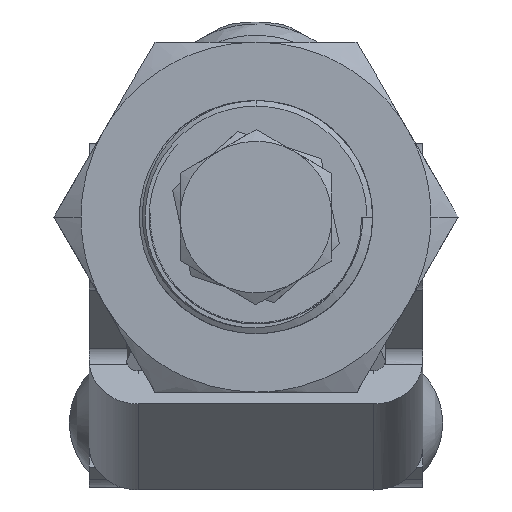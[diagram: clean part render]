
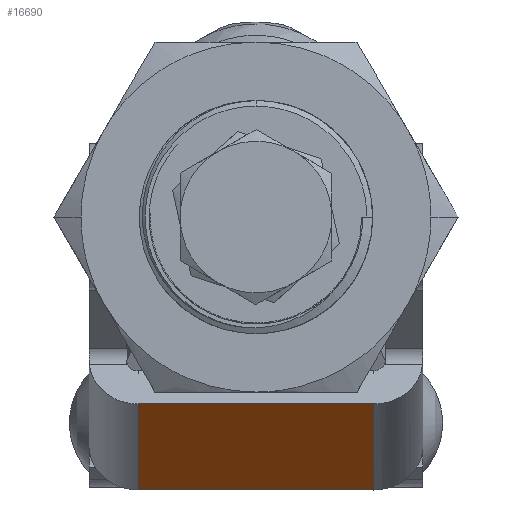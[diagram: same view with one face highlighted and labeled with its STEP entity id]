
A CAD part, front view. The second image highlights one B-rep face of the part: STEP entity #16690.
In plain terms, the highlighted free-form (B-spline) face has degree [1, 1] with [2, 2] control points.
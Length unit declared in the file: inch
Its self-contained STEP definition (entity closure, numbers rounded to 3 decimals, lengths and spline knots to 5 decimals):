
#9160=VERTEX_POINT('',#24034);
#10541=EDGE_CURVE('',#14441,#13658,#25484,.T.);
#11232=VERTEX_POINT('',#26203);
#13658=VERTEX_POINT('',#28731);
#14441=VERTEX_POINT('',#29548);
#14982=EDGE_CURVE('',#13658,#9160,#30113,.T.);
#16076=EDGE_CURVE('',#11232,#9160,#31269,.T.);
#16690=ADVANCED_FACE('',(#31915),#31916,.T.);
#21145=EDGE_CURVE('',#14441,#11232,#36580,.T.);
#24034=CARTESIAN_POINT('',(-0.39764,0.08744,-0.63074));
#25484=LINE('',#47342,#47343);
#26203=CARTESIAN_POINT('',(-0.39764,0.64641,-0.92117));
#28731=CARTESIAN_POINT('',(0.39764,0.08744,-0.63074));
#29548=CARTESIAN_POINT('',(0.39764,0.64641,-0.92117));
#30113=LINE('',#61903,#61904);
#31269=LINE('',#65304,#65305);
#31915=FACE_OUTER_BOUND('',#67503,.T.);
#31916=B_SPLINE_SURFACE_WITH_KNOTS('',1,1,((#67504,#67505),(#67506,#67507)),.UNSPECIFIED.,.F.,.F.,.F.,(2,2),(2,2),(0.0,1.0),(0.0,1.0),.UNSPECIFIED.);
#36580=LINE('',#82275,#82276);
#47342=CARTESIAN_POINT('',(0.39764,0.64641,-0.92117));
#47343=VECTOR('',#89423,0.62992);
#61903=CARTESIAN_POINT('',(0.39764,0.08744,-0.63074));
#61904=VECTOR('',#93572,0.79528);
#65304=CARTESIAN_POINT('',(-0.39764,0.64641,-0.92117));
#65305=VECTOR('',#94896,0.62992);
#67503=EDGE_LOOP('',(#95720,#95721,#95722,#95723));
#67504=CARTESIAN_POINT('',(0.39764,0.64641,-0.92117));
#67505=CARTESIAN_POINT('',(-0.39764,0.64641,-0.92117));
#67506=CARTESIAN_POINT('',(0.39764,0.08744,-0.63074));
#67507=CARTESIAN_POINT('',(-0.39764,0.08744,-0.63074));
#82275=CARTESIAN_POINT('',(0.39764,0.64641,-0.92117));
#82276=VECTOR('',#100501,0.79528);
#89423=DIRECTION('',(0.,-0.887,0.461));
#93572=DIRECTION('',(-1.0,0.,0.));
#94896=DIRECTION('',(0.,-0.887,0.461));
#95720=ORIENTED_EDGE('',*,*,#14982,.T.);
#95721=ORIENTED_EDGE('',*,*,#16076,.F.);
#95722=ORIENTED_EDGE('',*,*,#21145,.F.);
#95723=ORIENTED_EDGE('',*,*,#10541,.T.);
#100501=DIRECTION('',(-1.0,0.,0.));
